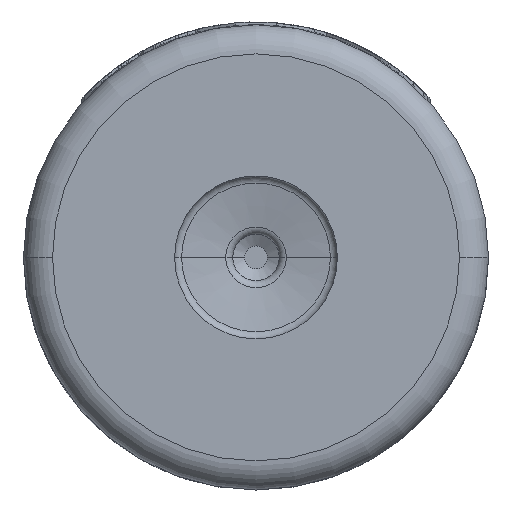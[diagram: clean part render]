
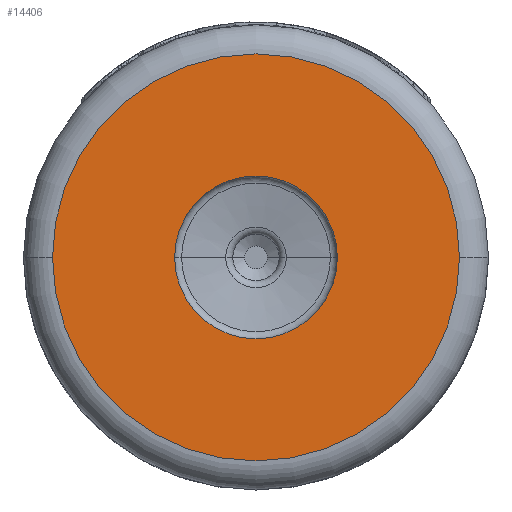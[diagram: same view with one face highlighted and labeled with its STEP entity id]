
A CAD part, front view. The second image highlights one B-rep face of the part: STEP entity #14406.
In plain terms, the highlighted planar face has unit normal (0, -1, 0).
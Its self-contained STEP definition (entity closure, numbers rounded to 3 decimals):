
#2151=CARTESIAN_POINT('',(0.,-4.,0.));
#2152=DIRECTION('',(0.,-1.,0.));
#2153=DIRECTION('',(-1.,0.,0.));
#2154=AXIS2_PLACEMENT_3D('',#2151,#2152,#2153);
#2166=CARTESIAN_POINT('',(0.,-4.,0.));
#2167=DIRECTION('',(0.,-1.,0.));
#2168=DIRECTION('',(-1.,0.,0.));
#2169=AXIS2_PLACEMENT_3D('',#2166,#2167,#2168);
#2171=CARTESIAN_POINT('',(0.,-4.,0.));
#2172=DIRECTION('',(0.,-1.,0.));
#2173=DIRECTION('',(1.,0.,0.));
#2174=AXIS2_PLACEMENT_3D('',#2171,#2172,#2173);
#2176=CARTESIAN_POINT('',(0.,-4.,0.));
#2177=DIRECTION('',(0.,-1.,0.));
#2178=DIRECTION('',(1.,0.,0.));
#2179=AXIS2_PLACEMENT_3D('',#2176,#2177,#2178);
#11949=CARTESIAN_POINT('',(-1.4,-4.,0.));
#11950=CARTESIAN_POINT('',(1.4,-4.,0.));
#11951=VERTEX_POINT('',#11949);
#11952=VERTEX_POINT('',#11950);
#11953=CARTESIAN_POINT('',(3.5,-4.,0.));
#11954=CARTESIAN_POINT('',(-3.5,-4.,0.));
#11955=VERTEX_POINT('',#11953);
#11956=VERTEX_POINT('',#11954);
#14390=CARTESIAN_POINT('',(0.,-4.,0.));
#14391=DIRECTION('',(0.,1.,0.));
#14392=DIRECTION('',(1.,0.,0.));
#14393=AXIS2_PLACEMENT_3D('',#14390,#14391,#14392);
#14394=PLANE('',#14393);
#14396=ORIENTED_EDGE('',*,*,#14395,.F.);
#14397=ORIENTED_EDGE('',*,*,#14380,.F.);
#14398=EDGE_LOOP('',(#14396,#14397));
#14399=FACE_OUTER_BOUND('',#14398,.F.);
#14401=ORIENTED_EDGE('',*,*,#14400,.T.);
#14403=ORIENTED_EDGE('',*,*,#14402,.T.);
#14404=EDGE_LOOP('',(#14401,#14403));
#14405=FACE_BOUND('',#14404,.F.);
#14406=ADVANCED_FACE('',(#14399,#14405),#14394,.F.);
#2155=CIRCLE('',#2154,3.5);
#2170=CIRCLE('',#2169,1.4);
#2175=CIRCLE('',#2174,1.4);
#2180=CIRCLE('',#2179,3.5);
#14380=EDGE_CURVE('',#11956,#11955,#2155,.T.);
#14395=EDGE_CURVE('',#11955,#11956,#2180,.T.);
#14400=EDGE_CURVE('',#11951,#11952,#2170,.T.);
#14402=EDGE_CURVE('',#11952,#11951,#2175,.T.);
